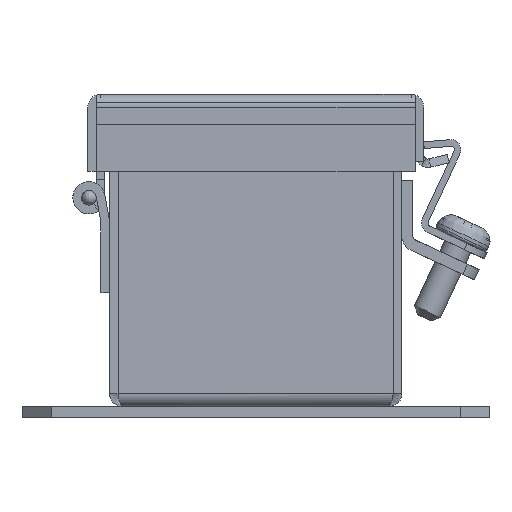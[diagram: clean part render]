
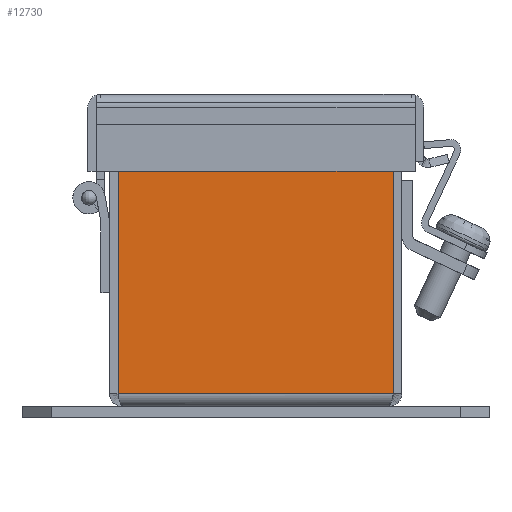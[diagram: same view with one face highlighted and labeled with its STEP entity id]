
A CAD part, left-side view. The second image highlights one B-rep face of the part: STEP entity #12730.
In plain terms, the highlighted planar face has unit normal (-1, 0, 0).
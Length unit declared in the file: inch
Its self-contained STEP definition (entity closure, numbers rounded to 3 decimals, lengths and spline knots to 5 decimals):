
#374 = CARTESIAN_POINT ( 'NONE',  ( -9., -1.17789, 0.108 ) ) ;
#469 = ORIENTED_EDGE ( 'NONE', *, *, #2727, .F. ) ;
#880 = DIRECTION ( 'NONE',  ( 0., 0., 1. ) ) ;
#1293 = EDGE_CURVE ( 'NONE', #9144, #7722, #12327, .T. ) ;
#1299 = DIRECTION ( 'NONE',  ( 0., 0., -1. ) ) ;
#1375 = DIRECTION ( 'NONE',  ( 0., 0., -1. ) ) ;
#1531 = EDGE_CURVE ( 'NONE', #2672, #9144, #9503, .T. ) ;
#1694 = AXIS2_PLACEMENT_3D ( 'NONE', #14136, #4794, #11935 ) ;
#1955 = ORIENTED_EDGE ( 'NONE', *, *, #3356, .F. ) ;
#2470 = ORIENTED_EDGE ( 'NONE', *, *, #12688, .F. ) ;
#2535 = CARTESIAN_POINT ( 'NONE',  ( -9., -0.92789, 2.32223 ) ) ;
#2672 = VERTEX_POINT ( 'NONE', #3348 ) ;
#2683 = VECTOR ( 'NONE', #1299, 39.37008 ) ;
#2727 = EDGE_CURVE ( 'NONE', #13776, #14291, #3428, .T. ) ;
#3208 = VERTEX_POINT ( 'NONE', #13022 ) ;
#3309 = AXIS2_PLACEMENT_3D ( 'NONE', #2535, #7178, #6189 ) ;
#3348 = CARTESIAN_POINT ( 'NONE',  ( -9., -1.17789, 2.32223 ) ) ;
#3356 = EDGE_CURVE ( 'NONE', #14291, #2672, #10329, .T. ) ;
#3428 = LINE ( 'NONE', #4339, #12005 ) ;
#3726 = CARTESIAN_POINT ( 'NONE',  ( -9., -1.17789, 0. ) ) ;
#4043 = CARTESIAN_POINT ( 'NONE',  ( -9., -1.142, 0.108 ) ) ;
#4210 = ORIENTED_EDGE ( 'NONE', *, *, #8353, .F. ) ;
#4339 = CARTESIAN_POINT ( 'NONE',  ( -9., 8.156, 2.392 ) ) ;
#4794 = DIRECTION ( 'NONE',  ( 1., 0., 0. ) ) ;
#6189 = DIRECTION ( 'NONE',  ( 0., -1., 0. ) ) ;
#6299 = VECTOR ( 'NONE', #880, 39.37008 ) ;
#7178 = DIRECTION ( 'NONE',  ( 1., 0., 0. ) ) ;
#7264 = EDGE_LOOP ( 'NONE', ( #2470, #4210, #10127, #10253, #1955, #469 ) ) ;
#7499 = CARTESIAN_POINT ( 'NONE',  ( -9., 1.16796, 2.392 ) ) ;
#7641 = LINE ( 'NONE', #12273, #6299 ) ;
#7722 = VERTEX_POINT ( 'NONE', #14736 ) ;
#8293 = FACE_OUTER_BOUND ( 'NONE', #7264, .T. ) ;
#8353 = EDGE_CURVE ( 'NONE', #7722, #3208, #7641, .T. ) ;
#8359 = CARTESIAN_POINT ( 'NONE',  ( -9., 0.92789, 2.32223 ) ) ;
#8984 = DIRECTION ( 'NONE',  ( 0., -1., 0. ) ) ;
#9144 = VERTEX_POINT ( 'NONE', #374 ) ;
#9503 = LINE ( 'NONE', #3726, #2683 ) ;
#9757 = CARTESIAN_POINT ( 'NONE',  ( -9., -1.16796, 2.392 ) ) ;
#10127 = ORIENTED_EDGE ( 'NONE', *, *, #1293, .F. ) ;
#10253 = ORIENTED_EDGE ( 'NONE', *, *, #1531, .F. ) ;
#10329 = CIRCLE ( 'NONE', #3309, 0.25 ) ;
#10964 = DIRECTION ( 'NONE',  ( 0., 1., 0. ) ) ;
#11166 = CIRCLE ( 'NONE', #14804, 0.25 ) ;
#11864 = DIRECTION ( 'NONE',  ( 1., 0., 0. ) ) ;
#11935 = DIRECTION ( 'NONE',  ( 0., -1., 0. ) ) ;
#12005 = VECTOR ( 'NONE', #8984, 39.37008 ) ;
#12273 = CARTESIAN_POINT ( 'NONE',  ( -9., 1.17789, 0. ) ) ;
#12327 = LINE ( 'NONE', #4043, #14569 ) ;
#12688 = EDGE_CURVE ( 'NONE', #3208, #13776, #11166, .T. ) ;
#12730 = ADVANCED_FACE ( 'NONE', ( #8293 ), #13072, .F. ) ;
#13022 = CARTESIAN_POINT ( 'NONE',  ( -9., 1.17789, 2.32223 ) ) ;
#13072 = PLANE ( 'NONE',  #1694 ) ;
#13776 = VERTEX_POINT ( 'NONE', #7499 ) ;
#14136 = CARTESIAN_POINT ( 'NONE',  ( -9., 8.156, 0. ) ) ;
#14291 = VERTEX_POINT ( 'NONE', #9757 ) ;
#14569 = VECTOR ( 'NONE', #10964, 39.37008 ) ;
#14736 = CARTESIAN_POINT ( 'NONE',  ( -9., 1.17789, 0.108 ) ) ;
#14804 = AXIS2_PLACEMENT_3D ( 'NONE', #8359, #11864, #1375 ) ;
